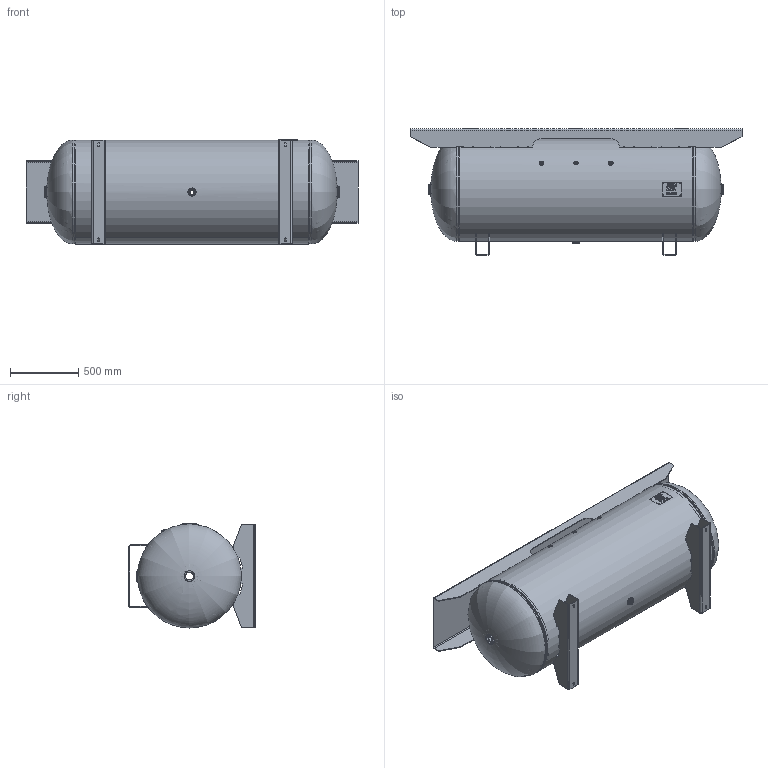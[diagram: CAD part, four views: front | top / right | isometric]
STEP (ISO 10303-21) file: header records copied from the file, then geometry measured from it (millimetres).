
FILE_DESCRIPTION(/* description */ ('30 X 84 200# HORZ ASME 240 GAL W/CHANNELS & EXT TPLT'),/* implementation_level */ '2;1');
FILE_NAME(/* name */ 'SPVG_A10141.stp',/* time_stamp */ '2018-11-06T16:29:45-06:00',/* author */ ('kim.thoune'),/* organization */ (''),/* preprocessor_version */ 'ST-DEVELOPER v16.5',/* originating_system */ 'Autodesk Inventor 2017',/* authorisation */ '');
FILE_SCHEMA (('AUTOMOTIVE_DESIGN { 1 0 10303 214 3 1 1 }'));
Length unit declared in the file: inch
Products named in the file (16): A10141; A10141-1; A10141-2; 910-871-1; A10141-3; 910-871-1_1; F102000; F100250; F102001; F101000; 60-140; 64-053; 15-4737; F100500; F100375; S100192
Assembly tree (19 placements, depth 3):
  A10141
    A10141-1
    A10141-2
      910-871-1
    A10141-3
      910-871-1_1
    F102000  x2
    F100250
    F102001  x3
    F101000
    60-140
      64-053
    15-4737  x2
    F100500
    F100375
    S100192
Bounding box: 2438.4 x 927.3 x 764.48 mm (x, y, z)
Volume: 38688500.5 mm3; surface area: 15415054.1 mm2
Topology: 16 solids, 16 shells, 575 faces, 1490 edges, 973 vertices
Faces by surface type: plane 367, cylinder 111, torus 42, bspline 41, cone 14
Full cylindrical faces by diameter (mm): 6.35 x4, 11.455 x1, 14.961 x1, 18.644 x1, 25.387 x1, 26.987 x2, 30.302 x1, 31.75 x1, 33.337 x1, 43.256 x1, 44.45 x1, 46.037 x1, 56.667 x5, 60.325 x1, 66.675 x3, 68.263 x5, 76.2 x3, 79.383 x2, 101.6 x3, 744.068 x2, 752.958 x2, 753.11 x3, 762 x2, 763.27 x1
Entity records: 16714 total; most frequent: CARTESIAN_POINT 4713, ORIENTED_EDGE 2352, DIRECTION 2230, EDGE_CURVE 1176, LINE 912, VECTOR 912, VERTEX_POINT 814, AXIS2_PLACEMENT_3D 659
